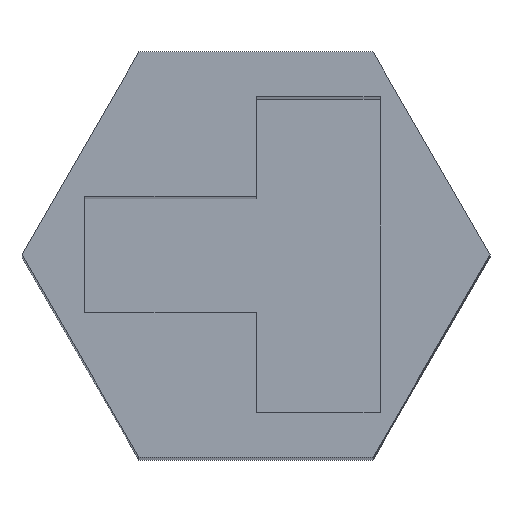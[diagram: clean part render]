
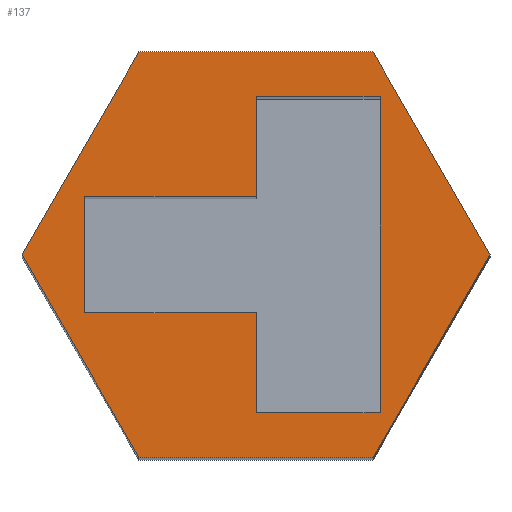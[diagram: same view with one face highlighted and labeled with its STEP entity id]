
A CAD part, top view. The second image highlights one B-rep face of the part: STEP entity #137.
In plain terms, the highlighted planar face has unit normal (0, 0, 1).
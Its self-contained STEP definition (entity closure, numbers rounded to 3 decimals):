
#95=FACE_BOUND('',#203,.T.);
#96=FACE_BOUND('',#204,.T.);
#110=PLANE('',#673);
#137=ADVANCED_FACE('',(#95,#96),#110,.T.);
#203=EDGE_LOOP('',(#409,#410,#411,#412,#413,#414,#415,#416));
#204=EDGE_LOOP('',(#417,#418,#419,#420,#421,#422));
#242=LINE('',#901,#308);
#246=LINE('',#910,#312);
#250=LINE('',#917,#316);
#252=LINE('',#922,#318);
#255=LINE('',#928,#321);
#257=LINE('',#931,#323);
#259=LINE('',#934,#325);
#260=LINE('',#937,#326);
#261=LINE('',#939,#327);
#262=LINE('',#941,#328);
#263=LINE('',#943,#329);
#264=LINE('',#945,#330);
#265=LINE('',#947,#331);
#266=LINE('',#949,#332);
#308=VECTOR('',#740,1.);
#312=VECTOR('',#746,1.);
#316=VECTOR('',#752,1.);
#318=VECTOR('',#756,1.);
#321=VECTOR('',#761,1.);
#323=VECTOR('',#765,1.);
#325=VECTOR('',#769,1.);
#326=VECTOR('',#770,1.);
#327=VECTOR('',#771,1.);
#328=VECTOR('',#772,1.);
#329=VECTOR('',#773,1.);
#330=VECTOR('',#774,1.);
#331=VECTOR('',#775,1.);
#332=VECTOR('',#776,1.);
#409=ORIENTED_EDGE('',*,*,#604,.F.);
#410=ORIENTED_EDGE('',*,*,#605,.F.);
#411=ORIENTED_EDGE('',*,*,#606,.F.);
#412=ORIENTED_EDGE('',*,*,#607,.F.);
#413=ORIENTED_EDGE('',*,*,#608,.F.);
#414=ORIENTED_EDGE('',*,*,#609,.F.);
#415=ORIENTED_EDGE('',*,*,#610,.F.);
#416=ORIENTED_EDGE('',*,*,#611,.F.);
#417=ORIENTED_EDGE('',*,*,#595,.T.);
#418=ORIENTED_EDGE('',*,*,#597,.T.);
#419=ORIENTED_EDGE('',*,*,#600,.T.);
#420=ORIENTED_EDGE('',*,*,#602,.T.);
#421=ORIENTED_EDGE('',*,*,#587,.T.);
#422=ORIENTED_EDGE('',*,*,#591,.T.);
#530=VERTEX_POINT('',#899);
#532=VERTEX_POINT('',#902);
#534=VERTEX_POINT('',#908);
#537=VERTEX_POINT('',#916);
#538=VERTEX_POINT('',#920);
#540=VERTEX_POINT('',#926);
#542=VERTEX_POINT('',#935);
#543=VERTEX_POINT('',#936);
#544=VERTEX_POINT('',#938);
#545=VERTEX_POINT('',#940);
#546=VERTEX_POINT('',#942);
#547=VERTEX_POINT('',#944);
#548=VERTEX_POINT('',#946);
#549=VERTEX_POINT('',#948);
#587=EDGE_CURVE('',#532,#530,#242,.T.);
#591=EDGE_CURVE('',#530,#534,#246,.T.);
#595=EDGE_CURVE('',#534,#537,#250,.T.);
#597=EDGE_CURVE('',#537,#538,#252,.T.);
#600=EDGE_CURVE('',#538,#540,#255,.T.);
#602=EDGE_CURVE('',#540,#532,#257,.T.);
#604=EDGE_CURVE('',#542,#543,#259,.T.);
#605=EDGE_CURVE('',#544,#542,#260,.T.);
#606=EDGE_CURVE('',#545,#544,#261,.T.);
#607=EDGE_CURVE('',#546,#545,#262,.T.);
#608=EDGE_CURVE('',#547,#546,#263,.T.);
#609=EDGE_CURVE('',#548,#547,#264,.T.);
#610=EDGE_CURVE('',#549,#548,#265,.T.);
#611=EDGE_CURVE('',#543,#549,#266,.T.);
#673=AXIS2_PLACEMENT_3D('',#950,#777,#778);
#740=DIRECTION('',(-1.,0.,0.));
#746=DIRECTION('',(-0.5,-0.866,0.));
#752=DIRECTION('',(0.5,-0.866,0.));
#756=DIRECTION('',(1.,0.,0.));
#761=DIRECTION('',(0.5,0.866,0.));
#765=DIRECTION('',(-0.5,0.866,0.));
#769=DIRECTION('',(-1.,0.,0.));
#770=DIRECTION('',(0.,-1.,0.));
#771=DIRECTION('',(-1.,0.,0.));
#772=DIRECTION('',(0.,1.,0.));
#773=DIRECTION('',(1.,0.,0.));
#774=DIRECTION('',(0.,-1.,0.));
#775=DIRECTION('',(1.,0.,0.));
#776=DIRECTION('',(0.,-1.,0.));
#777=DIRECTION('',(0.,0.,1.));
#778=DIRECTION('',(1.,0.,0.));
#899=CARTESIAN_POINT('',(-1.703,2.95,23.5));
#901=CARTESIAN_POINT('',(1.703,2.95,23.5));
#902=CARTESIAN_POINT('',(1.703,2.95,23.5));
#908=CARTESIAN_POINT('',(-3.406,0.,23.5));
#910=CARTESIAN_POINT('',(-1.703,2.95,23.5));
#916=CARTESIAN_POINT('',(-1.703,-2.95,23.5));
#917=CARTESIAN_POINT('',(-3.406,0.,23.5));
#920=CARTESIAN_POINT('',(1.703,-2.95,23.5));
#922=CARTESIAN_POINT('',(-1.703,-2.95,23.5));
#926=CARTESIAN_POINT('',(3.406,0.,23.5));
#928=CARTESIAN_POINT('',(1.703,-2.95,23.5));
#931=CARTESIAN_POINT('',(3.406,0.,23.5));
#934=CARTESIAN_POINT('',(0.006,0.85,23.5));
#935=CARTESIAN_POINT('',(0.006,0.85,23.5));
#936=CARTESIAN_POINT('',(-2.494,0.85,23.5));
#937=CARTESIAN_POINT('',(0.006,2.3,23.5));
#938=CARTESIAN_POINT('',(0.006,2.3,23.5));
#939=CARTESIAN_POINT('',(1.806,2.3,23.5));
#940=CARTESIAN_POINT('',(1.806,2.3,23.5));
#941=CARTESIAN_POINT('',(1.806,-2.3,23.5));
#942=CARTESIAN_POINT('',(1.806,-2.3,23.5));
#943=CARTESIAN_POINT('',(0.006,-2.3,23.5));
#944=CARTESIAN_POINT('',(0.006,-2.3,23.5));
#945=CARTESIAN_POINT('',(0.006,-0.85,23.5));
#946=CARTESIAN_POINT('',(0.006,-0.85,23.5));
#947=CARTESIAN_POINT('',(-2.494,-0.85,23.5));
#948=CARTESIAN_POINT('',(-2.494,-0.85,23.5));
#949=CARTESIAN_POINT('',(-2.494,0.85,23.5));
#950=CARTESIAN_POINT('',(-1.703,2.95,23.5));
